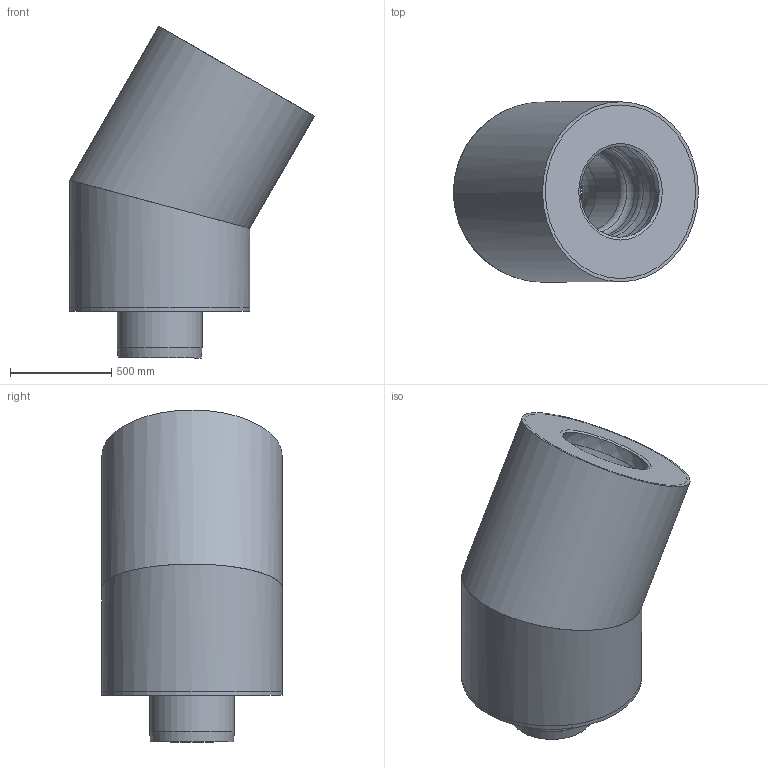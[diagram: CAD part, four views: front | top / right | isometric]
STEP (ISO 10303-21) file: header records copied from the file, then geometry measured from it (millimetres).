
FILE_DESCRIPTION(/* description */ (''),/* implementation_level */ '2;1');
FILE_NAME(/* name */ '58033.040X_3D.stp',/* time_stamp */ '2026-03-31T10:58:54+02:00',/* author */ ('c.rudolph'),/* organization */ (''),/* preprocessor_version */ 'ST-DEVELOPER v20.1',/* originating_system */ 'AutoCAD Mechanical',/* authorisation */ '');
FILE_SCHEMA (('AUTOMOTIVE_DESIGN { 1 0 10303 214 3 1 1 }'));
Length unit declared in the file: centimetre
Products named in the file (2): Product; *S0
Assembly tree (1 placements, depth 2):
  Product
    *S0
Bounding box: 1210.38 x 890 x 1640.68 mm (x, y, z)
Volume: 627627657.3 mm3; surface area: 20327486.8 mm2
Topology: 6 solids, 6 shells, 85 faces, 197 edges, 133 vertices
Faces by surface type: cylinder 24, plane 23, cone 17, torus 14, bspline 7
Full cylindrical faces by diameter (mm): 100 x2, 390 x2, 420 x5, 450 x1, 480 x3, 510 x2, 858 x5, 890 x3
Entity records: 2755 total; most frequent: CARTESIAN_POINT 616, DIRECTION 492, ORIENTED_EDGE 388, AXIS2_PLACEMENT_3D 222, EDGE_CURVE 194, CIRCLE 134, VERTEX_POINT 127, EDGE_LOOP 111
